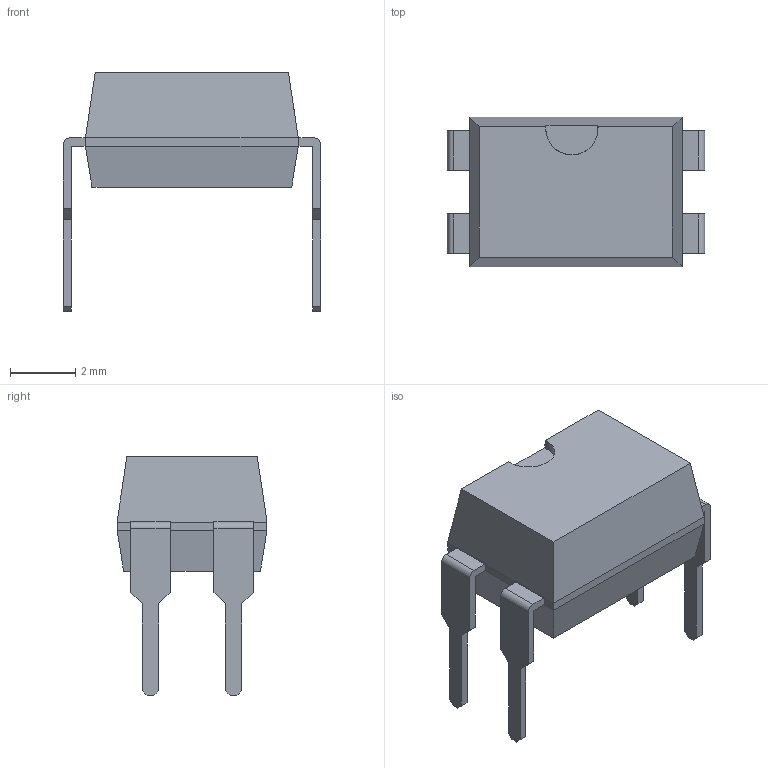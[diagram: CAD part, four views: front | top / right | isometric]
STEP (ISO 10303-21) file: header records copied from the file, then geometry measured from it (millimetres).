
FILE_DESCRIPTION(/* description */ (''),/* implementation_level */ '2;1');
FILE_NAME(/* name */ 'DIP-4.step',/* time_stamp */ '2021-05-29T14:32:19-05:00',/* author */ (''),/* organization */ (''),/* preprocessor_version */ 'ST-DEVELOPER v18.1',/* originating_system */ 'Autodesk Translation Framework v10.6.0.1341',/* authorisation */ '');
FILE_SCHEMA (('AUTOMOTIVE_DESIGN { 1 0 10303 214 3 1 1 }'));
Length unit declared in the file: millimetre
Products named in the file (1): DIP-4
Bounding box: 7.87 x 4.58 x 7.3 mm (x, y, z)
Volume: 94.7 mm3; surface area: 174.3 mm2
Topology: 1 solids, 5 shells, 72 faces, 192 edges, 126 vertices
Faces by surface type: plane 67, cylinder 5
Entity records: 2307 total; most frequent: CARTESIAN_POINT 391, ORIENTED_EDGE 368, DIRECTION 350, EDGE_CURVE 192, LINE 180, VECTOR 180, VERTEX_POINT 126, AXIS2_PLACEMENT_3D 85
